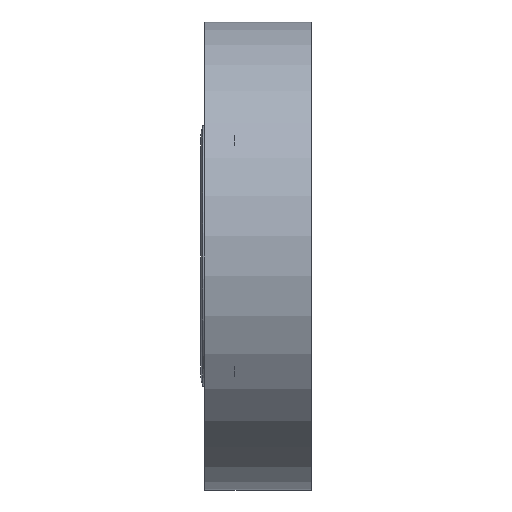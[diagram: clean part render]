
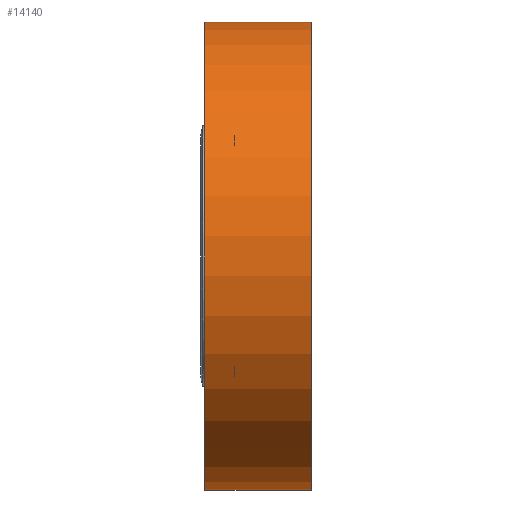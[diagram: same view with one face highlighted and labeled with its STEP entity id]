
A CAD part, left-side view. The second image highlights one B-rep face of the part: STEP entity #14140.
In plain terms, the highlighted cylindrical face has radius 55 mm (diameter 110 mm), a partial arc.
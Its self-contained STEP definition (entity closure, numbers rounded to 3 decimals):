
#754 = VECTOR ( 'NONE', #16625, 1000. ) ;
#935 = ORIENTED_EDGE ( 'NONE', *, *, #12376, .F. ) ;
#1563 = CARTESIAN_POINT ( 'NONE',  ( 54.615, 0., 6.5 ) ) ;
#1601 = AXIS2_PLACEMENT_3D ( 'NONE', #13148, #4928, #8765 ) ;
#2408 = LINE ( 'NONE', #16144, #12124 ) ;
#2602 = VERTEX_POINT ( 'NONE', #5812 ) ;
#2621 = ORIENTED_EDGE ( 'NONE', *, *, #13337, .T. ) ;
#2801 = DIRECTION ( 'NONE',  ( 0., -1., 0. ) ) ;
#4494 = CARTESIAN_POINT ( 'NONE',  ( 54.615, 26., 6.5 ) ) ;
#4550 = CARTESIAN_POINT ( 'NONE',  ( 54.615, 25., 6.5 ) ) ;
#4578 = LINE ( 'NONE', #4494, #754 ) ;
#4862 = VERTEX_POINT ( 'NONE', #8494 ) ;
#4928 = DIRECTION ( 'NONE',  ( 0., -1., 0. ) ) ;
#5343 = VERTEX_POINT ( 'NONE', #4550 ) ;
#5802 = EDGE_CURVE ( 'NONE', #4862, #2602, #2408, .T. ) ;
#5812 = CARTESIAN_POINT ( 'NONE',  ( 54.615, 0., -6.5 ) ) ;
#6266 = EDGE_LOOP ( 'NONE', ( #2621, #8246, #935, #12578 ) ) ;
#8246 = ORIENTED_EDGE ( 'NONE', *, *, #5802, .T. ) ;
#8320 = DIRECTION ( 'NONE',  ( 0., 0., -1. ) ) ;
#8401 = CARTESIAN_POINT ( 'NONE',  ( 0., 25., 0. ) ) ;
#8494 = CARTESIAN_POINT ( 'NONE',  ( 54.615, 25., -6.5 ) ) ;
#8765 = DIRECTION ( 'NONE',  ( 0., 0., -1. ) ) ;
#8822 = FACE_OUTER_BOUND ( 'NONE', #6266, .T. ) ;
#11569 = EDGE_CURVE ( 'NONE', #5343, #16621, #4578, .T. ) ;
#11861 = CIRCLE ( 'NONE', #1601, 55. ) ;
#12047 = DIRECTION ( 'NONE',  ( 0., -1., 0. ) ) ;
#12124 = VECTOR ( 'NONE', #12047, 1000. ) ;
#12376 = EDGE_CURVE ( 'NONE', #16621, #2602, #11861, .T. ) ;
#12578 = ORIENTED_EDGE ( 'NONE', *, *, #11569, .F. ) ;
#12673 = CYLINDRICAL_SURFACE ( 'NONE', #13316, 55. ) ;
#12761 = DIRECTION ( 'NONE',  ( 0., -1., 0. ) ) ;
#13148 = CARTESIAN_POINT ( 'NONE',  ( 0., 0., 0. ) ) ;
#13316 = AXIS2_PLACEMENT_3D ( 'NONE', #14371, #12761, #14013 ) ;
#13337 = EDGE_CURVE ( 'NONE', #5343, #4862, #15282, .T. ) ;
#13862 = AXIS2_PLACEMENT_3D ( 'NONE', #8401, #2801, #8320 ) ;
#14013 = DIRECTION ( 'NONE',  ( 0., 0., -1. ) ) ;
#14140 = ADVANCED_FACE ( 'NONE', ( #8822 ), #12673, .T. ) ;
#14371 = CARTESIAN_POINT ( 'NONE',  ( 0., 0., 0. ) ) ;
#15282 = CIRCLE ( 'NONE', #13862, 55. ) ;
#16144 = CARTESIAN_POINT ( 'NONE',  ( 54.615, 26., -6.5 ) ) ;
#16621 = VERTEX_POINT ( 'NONE', #1563 ) ;
#16625 = DIRECTION ( 'NONE',  ( 0., -1., 0. ) ) ;
